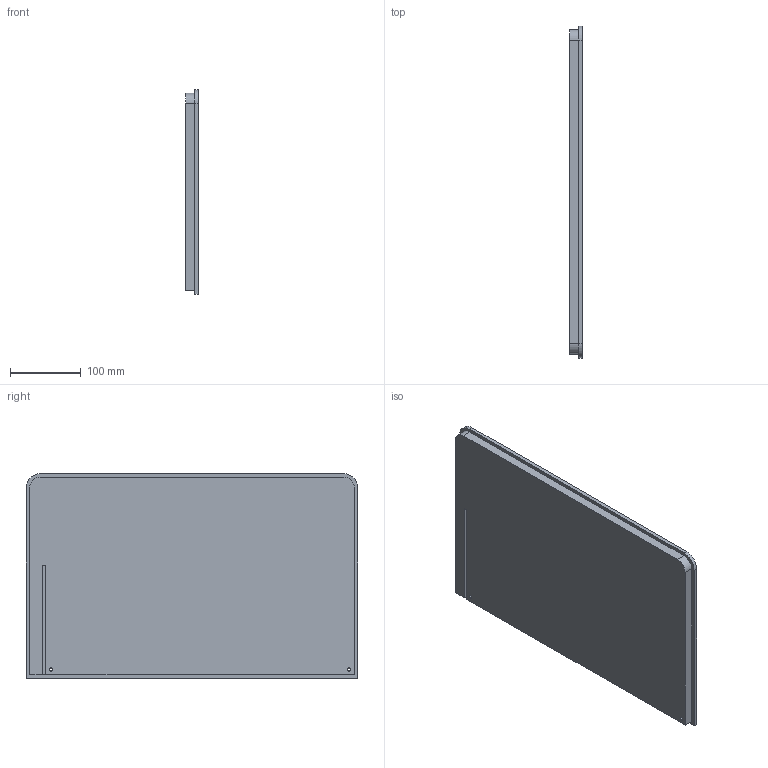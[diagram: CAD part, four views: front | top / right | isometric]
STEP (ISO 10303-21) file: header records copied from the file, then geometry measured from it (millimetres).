
FILE_DESCRIPTION (( 'STEP AP203' ), '1' );
FILE_NAME ('Cote Gauche Enceinte v1a.STEP', '2019-08-13T19:43:08', ( '' ), ( '' ), 'SwSTEP 2.0', 'SolidWorks 2017', '' );
FILE_SCHEMA (( 'CONFIG_CONTROL_DESIGN' ));
Length unit declared in the file: millimetre
Products named in the file (1): Cote Gauche Enceinte v1a
Bounding box: 18 x 470 x 290 mm (x, y, z)
Volume: 2349245.1 mm3; surface area: 300814.7 mm2
Topology: 1 solids, 1 shells, 27 faces, 68 edges, 44 vertices
Faces by surface type: plane 15, cylinder 8, cone 4
Entity records: 895 total; most frequent: DIRECTION 144, CARTESIAN_POINT 140, ORIENTED_EDGE 136, EDGE_CURVE 68, LINE 48, AXIS2_PLACEMENT_3D 48, VECTOR 48, VERTEX_POINT 44
